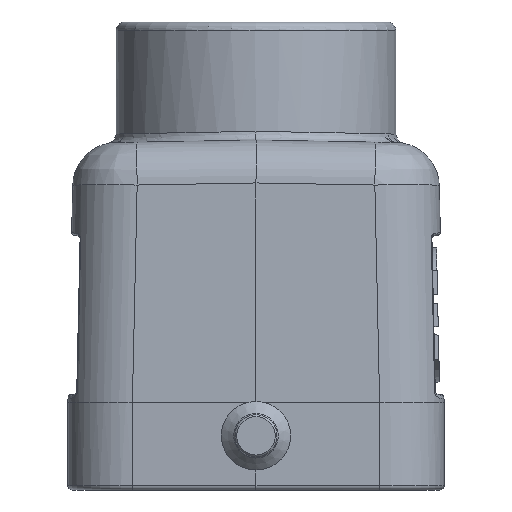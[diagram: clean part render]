
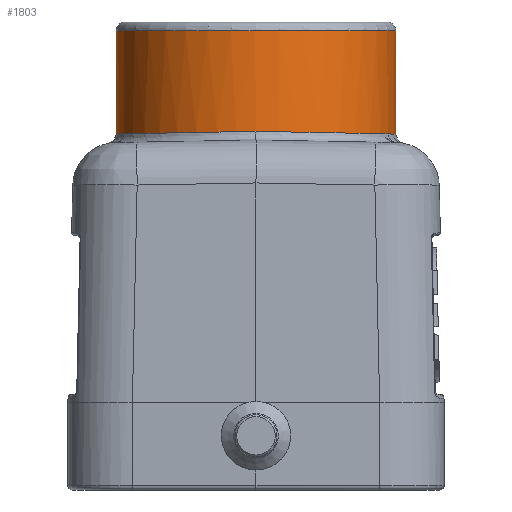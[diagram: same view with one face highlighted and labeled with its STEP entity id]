
A CAD part, left-side view. The second image highlights one B-rep face of the part: STEP entity #1803.
In plain terms, the highlighted cylindrical face has radius 16 mm (diameter 32 mm), a full revolution.
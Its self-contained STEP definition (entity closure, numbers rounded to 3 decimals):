
#709=ELLIPSE('',#5292,16.003,16.);
#710=ELLIPSE('',#5293,16.003,16.);
#711=ELLIPSE('',#5294,16.003,16.);
#712=ELLIPSE('',#5295,16.003,16.);
#1500=B_SPLINE_CURVE_WITH_KNOTS('',3,(#7962,#7963,#7964,#7965,#7966,#7967),
 .UNSPECIFIED.,.F.,.F.,(4,2,4),(0.,0.5,1.),.UNSPECIFIED.);
#1501=B_SPLINE_CURVE_WITH_KNOTS('',3,(#7973,#7974,#7975,#7976,#7977,#7978),
 .UNSPECIFIED.,.F.,.F.,(4,2,4),(0.,0.5,1.),.UNSPECIFIED.);
#1603=CYLINDRICAL_SURFACE('',#5296,16.);
#1677=FACE_BOUND('',#2464,.T.);
#1678=FACE_BOUND('',#2465,.T.);
#1803=ADVANCED_FACE('',(#1677,#1678),#1603,.T.);
#2464=EDGE_LOOP('',(#3163));
#2465=EDGE_LOOP('',(#3164,#3165,#3166,#3167,#3168,#3169));
#3163=ORIENTED_EDGE('',*,*,#4658,.T.);
#3164=ORIENTED_EDGE('',*,*,#4659,.T.);
#3165=ORIENTED_EDGE('',*,*,#4660,.T.);
#3166=ORIENTED_EDGE('',*,*,#4661,.T.);
#3167=ORIENTED_EDGE('',*,*,#4662,.T.);
#3168=ORIENTED_EDGE('',*,*,#4663,.T.);
#3169=ORIENTED_EDGE('',*,*,#4664,.T.);
#4179=VERTEX_POINT('',#7956);
#4180=VERTEX_POINT('',#7958);
#4181=VERTEX_POINT('',#7959);
#4182=VERTEX_POINT('',#7961);
#4183=VERTEX_POINT('',#7968);
#4184=VERTEX_POINT('',#7970);
#4185=VERTEX_POINT('',#7972);
#4658=EDGE_CURVE('',#4179,#4179,#4958,.T.);
#4659=EDGE_CURVE('',#4180,#4181,#709,.T.);
#4660=EDGE_CURVE('',#4181,#4182,#710,.T.);
#4661=EDGE_CURVE('',#4182,#4183,#1500,.T.);
#4662=EDGE_CURVE('',#4183,#4184,#711,.T.);
#4663=EDGE_CURVE('',#4184,#4185,#712,.T.);
#4664=EDGE_CURVE('',#4185,#4180,#1501,.T.);
#4958=CIRCLE('',#5291,16.);
#5291=AXIS2_PLACEMENT_3D('',#7955,#6034,#6035);
#5292=AXIS2_PLACEMENT_3D('',#7957,#6036,#6037);
#5293=AXIS2_PLACEMENT_3D('',#7960,#6038,#6039);
#5294=AXIS2_PLACEMENT_3D('',#7969,#6040,#6041);
#5295=AXIS2_PLACEMENT_3D('',#7971,#6042,#6043);
#5296=AXIS2_PLACEMENT_3D('',#7979,#6044,#6045);
#6034=DIRECTION('',(0.,0.,-1.));
#6035=DIRECTION('',(0.,1.,0.));
#6036=DIRECTION('',(0.,0.019,1.));
#6037=DIRECTION('',(0.,-1.,0.019));
#6038=DIRECTION('',(0.,-0.019,1.));
#6039=DIRECTION('',(0.,1.,0.019));
#6040=DIRECTION('',(0.,-0.019,1.));
#6041=DIRECTION('',(0.,1.,0.019));
#6042=DIRECTION('',(0.,0.019,1.));
#6043=DIRECTION('',(0.,-1.,0.019));
#6044=DIRECTION('',(0.,0.,1.));
#6045=DIRECTION('',(0.,-1.,0.));
#7955=CARTESIAN_POINT('',(0.,0.,43.35));
#7956=CARTESIAN_POINT('',(0.,16.,43.35));
#7957=CARTESIAN_POINT('',(0.,0.,31.85));
#7958=CARTESIAN_POINT('',(-5.243,15.117,31.57));
#7959=CARTESIAN_POINT('',(-16.,0.,31.85));
#7960=CARTESIAN_POINT('',(0.,0.,31.85));
#7961=CARTESIAN_POINT('',(-5.243,-15.117,31.57));
#7962=CARTESIAN_POINT('',(-5.243,-15.117,31.57));
#7963=CARTESIAN_POINT('',(-3.545,-15.706,31.559));
#7964=CARTESIAN_POINT('',(-1.798,-16.,31.479));
#7965=CARTESIAN_POINT('',(1.797,-16.,31.479));
#7966=CARTESIAN_POINT('',(3.545,-15.706,31.559));
#7967=CARTESIAN_POINT('',(5.243,-15.117,31.57));
#7968=CARTESIAN_POINT('',(5.243,-15.117,31.57));
#7969=CARTESIAN_POINT('',(0.,0.,31.85));
#7970=CARTESIAN_POINT('',(16.,0.,31.85));
#7971=CARTESIAN_POINT('',(0.,0.,31.85));
#7972=CARTESIAN_POINT('',(5.243,15.117,31.57));
#7973=CARTESIAN_POINT('',(5.243,15.117,31.57));
#7974=CARTESIAN_POINT('',(3.545,15.706,31.559));
#7975=CARTESIAN_POINT('',(1.798,16.,31.479));
#7976=CARTESIAN_POINT('',(-1.797,16.,31.479));
#7977=CARTESIAN_POINT('',(-3.545,15.706,31.559));
#7978=CARTESIAN_POINT('',(-5.243,15.117,31.57));
#7979=CARTESIAN_POINT('',(0.,0.,29.35));
